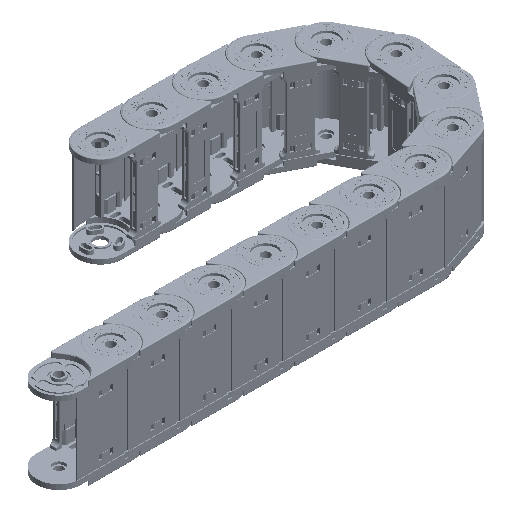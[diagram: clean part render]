
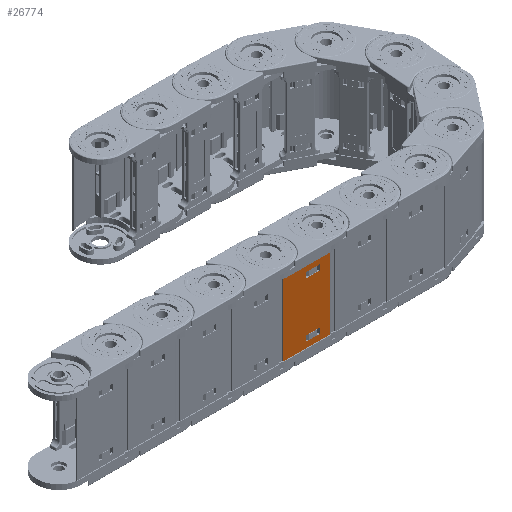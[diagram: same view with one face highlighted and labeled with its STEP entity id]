
A CAD part, isometric view. The second image highlights one B-rep face of the part: STEP entity #26774.
In plain terms, the highlighted planar face has unit normal (0, -1, 0).
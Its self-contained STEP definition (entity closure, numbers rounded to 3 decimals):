
#266 = VERTEX_POINT ( 'NONE', #9729 ) ;
#327 = VECTOR ( 'NONE', #18054, 1000. ) ;
#437 = ORIENTED_EDGE ( 'NONE', *, *, #6206, .F. ) ;
#996 = FACE_BOUND ( 'NONE', #25381, .T. ) ;
#1143 = VERTEX_POINT ( 'NONE', #16167 ) ;
#1273 = CARTESIAN_POINT ( 'NONE',  ( -81.753, -30., -178.5 ) ) ;
#1281 = ORIENTED_EDGE ( 'NONE', *, *, #15647, .F. ) ;
#1458 = ORIENTED_EDGE ( 'NONE', *, *, #2433, .F. ) ;
#1739 = VECTOR ( 'NONE', #6547, 1000. ) ;
#1931 = EDGE_CURVE ( 'NONE', #3672, #266, #22802, .T. ) ;
#2067 = LINE ( 'NONE', #6171, #24978 ) ;
#2433 = EDGE_CURVE ( 'NONE', #31779, #9891, #17961, .T. ) ;
#2535 = ORIENTED_EDGE ( 'NONE', *, *, #32243, .T. ) ;
#2628 = VECTOR ( 'NONE', #10361, 1000. ) ;
#3276 = ORIENTED_EDGE ( 'NONE', *, *, #1931, .T. ) ;
#3663 = ORIENTED_EDGE ( 'NONE', *, *, #11912, .T. ) ;
#3672 = VERTEX_POINT ( 'NONE', #10841 ) ;
#3973 = CARTESIAN_POINT ( 'NONE',  ( -113.253, -30., -94. ) ) ;
#4872 = DIRECTION ( 'NONE',  ( 0., 1., 0. ) ) ;
#5307 = CARTESIAN_POINT ( 'NONE',  ( -81.753, -30., -154.25 ) ) ;
#5480 = CARTESIAN_POINT ( 'NONE',  ( -57.253, -30., -109.5 ) ) ;
#5526 = CARTESIAN_POINT ( 'NONE',  ( -57.253, -30., -194. ) ) ;
#6171 = CARTESIAN_POINT ( 'NONE',  ( -72.253, -30., -94. ) ) ;
#6206 = EDGE_CURVE ( 'NONE', #13172, #28067, #23317, .T. ) ;
#6547 = DIRECTION ( 'NONE',  ( 1., 0., 0. ) ) ;
#7100 = VERTEX_POINT ( 'NONE', #26947 ) ;
#7620 = EDGE_LOOP ( 'NONE', ( #20732, #2535, #30270, #3276 ) ) ;
#7709 = EDGE_CURVE ( 'NONE', #32741, #7100, #23715, .T. ) ;
#7990 = CARTESIAN_POINT ( 'NONE',  ( -62.753, -30., -178.5 ) ) ;
#8097 = DIRECTION ( 'NONE',  ( -1., 0., 0. ) ) ;
#9326 = DIRECTION ( 'NONE',  ( 0., 0., -1. ) ) ;
#9454 = LINE ( 'NONE', #32734, #2628 ) ;
#9702 = CARTESIAN_POINT ( 'NONE',  ( -113.253, -30., -194. ) ) ;
#9729 = CARTESIAN_POINT ( 'NONE',  ( -62.753, -30., -102. ) ) ;
#9891 = VERTEX_POINT ( 'NONE', #30852 ) ;
#10361 = DIRECTION ( 'NONE',  ( 0., 0., -1. ) ) ;
#10386 = LINE ( 'NONE', #5526, #12401 ) ;
#10548 = LINE ( 'NONE', #21994, #1739 ) ;
#10841 = CARTESIAN_POINT ( 'NONE',  ( -81.753, -30., -102. ) ) ;
#11460 = VECTOR ( 'NONE', #9326, 1000. ) ;
#11912 = EDGE_CURVE ( 'NONE', #7100, #28067, #2067, .T. ) ;
#12177 = CARTESIAN_POINT ( 'NONE',  ( -57.253, -30., -154.25 ) ) ;
#12401 = VECTOR ( 'NONE', #8097, 1000. ) ;
#12520 = AXIS2_PLACEMENT_3D ( 'NONE', #12177, #4872, #17831 ) ;
#12811 = CARTESIAN_POINT ( 'NONE',  ( -81.753, -30., -178.5 ) ) ;
#12854 = VECTOR ( 'NONE', #14705, 1000. ) ;
#13172 = VERTEX_POINT ( 'NONE', #9702 ) ;
#13382 = CARTESIAN_POINT ( 'NONE',  ( -62.753, -30., -178.5 ) ) ;
#13486 = ORIENTED_EDGE ( 'NONE', *, *, #29144, .F. ) ;
#14109 = LINE ( 'NONE', #25901, #17758 ) ;
#14270 = ORIENTED_EDGE ( 'NONE', *, *, #7709, .T. ) ;
#14635 = EDGE_CURVE ( 'NONE', #9891, #30944, #10548, .T. ) ;
#14705 = DIRECTION ( 'NONE',  ( 0., 0., 1. ) ) ;
#14866 = EDGE_CURVE ( 'NONE', #30944, #18237, #19012, .T. ) ;
#15347 = DIRECTION ( 'NONE',  ( -1., 0., 0. ) ) ;
#15376 = VECTOR ( 'NONE', #18702, 1000. ) ;
#15647 = EDGE_CURVE ( 'NONE', #18237, #31779, #14109, .T. ) ;
#16167 = CARTESIAN_POINT ( 'NONE',  ( -62.753, -30., -109.5 ) ) ;
#16899 = VECTOR ( 'NONE', #26681, 1000. ) ;
#17017 = VERTEX_POINT ( 'NONE', #30264 ) ;
#17069 = CARTESIAN_POINT ( 'NONE',  ( -113.253, -30., -285.506 ) ) ;
#17758 = VECTOR ( 'NONE', #15347, 1000. ) ;
#17831 = DIRECTION ( 'NONE',  ( 0., 0., 1. ) ) ;
#17961 = LINE ( 'NONE', #1273, #11460 ) ;
#18054 = DIRECTION ( 'NONE',  ( 0., 0., 1. ) ) ;
#18237 = VERTEX_POINT ( 'NONE', #7990 ) ;
#18406 = ORIENTED_EDGE ( 'NONE', *, *, #14635, .F. ) ;
#18702 = DIRECTION ( 'NONE',  ( 0., 0., 1. ) ) ;
#19012 = LINE ( 'NONE', #13382, #15376 ) ;
#19114 = VECTOR ( 'NONE', #25732, 1000. ) ;
#20732 = ORIENTED_EDGE ( 'NONE', *, *, #24864, .T. ) ;
#21108 = LINE ( 'NONE', #5480, #19114 ) ;
#21300 = EDGE_LOOP ( 'NONE', ( #437, #13486, #14270, #3663 ) ) ;
#21991 = DIRECTION ( 'NONE',  ( 1., 0., 0. ) ) ;
#21994 = CARTESIAN_POINT ( 'NONE',  ( -57.253, -30., -186. ) ) ;
#22327 = FACE_BOUND ( 'NONE', #7620, .T. ) ;
#22802 = LINE ( 'NONE', #31828, #32001 ) ;
#23317 = LINE ( 'NONE', #17069, #12854 ) ;
#23656 = LINE ( 'NONE', #5307, #327 ) ;
#23715 = LINE ( 'NONE', #26570, #16899 ) ;
#24864 = EDGE_CURVE ( 'NONE', #266, #1143, #9454, .T. ) ;
#24978 = VECTOR ( 'NONE', #31691, 1000. ) ;
#25381 = EDGE_LOOP ( 'NONE', ( #27026, #18406, #1458, #1281 ) ) ;
#25732 = DIRECTION ( 'NONE',  ( -1., 0., 0. ) ) ;
#25901 = CARTESIAN_POINT ( 'NONE',  ( -57.253, -30., -178.5 ) ) ;
#26570 = CARTESIAN_POINT ( 'NONE',  ( -48.044, -30., -285.506 ) ) ;
#26681 = DIRECTION ( 'NONE',  ( 0., 0., 1. ) ) ;
#26774 = ADVANCED_FACE ( 'NONE', ( #32152, #22327, #996 ), #33162, .F. ) ;
#26947 = CARTESIAN_POINT ( 'NONE',  ( -48.044, -30., -94. ) ) ;
#27026 = ORIENTED_EDGE ( 'NONE', *, *, #14866, .F. ) ;
#28067 = VERTEX_POINT ( 'NONE', #3973 ) ;
#28783 = CARTESIAN_POINT ( 'NONE',  ( -48.044, -30., -194. ) ) ;
#28986 = EDGE_CURVE ( 'NONE', #17017, #3672, #23656, .T. ) ;
#29144 = EDGE_CURVE ( 'NONE', #32741, #13172, #10386, .T. ) ;
#30264 = CARTESIAN_POINT ( 'NONE',  ( -81.753, -30., -109.5 ) ) ;
#30270 = ORIENTED_EDGE ( 'NONE', *, *, #28986, .T. ) ;
#30852 = CARTESIAN_POINT ( 'NONE',  ( -81.753, -30., -186. ) ) ;
#30944 = VERTEX_POINT ( 'NONE', #33036 ) ;
#31691 = DIRECTION ( 'NONE',  ( -1., 0., 0. ) ) ;
#31779 = VERTEX_POINT ( 'NONE', #12811 ) ;
#31828 = CARTESIAN_POINT ( 'NONE',  ( -57.253, -30., -102. ) ) ;
#32001 = VECTOR ( 'NONE', #21991, 1000. ) ;
#32152 = FACE_OUTER_BOUND ( 'NONE', #21300, .T. ) ;
#32243 = EDGE_CURVE ( 'NONE', #1143, #17017, #21108, .T. ) ;
#32734 = CARTESIAN_POINT ( 'NONE',  ( -62.753, -30., -154.25 ) ) ;
#32741 = VERTEX_POINT ( 'NONE', #28783 ) ;
#33036 = CARTESIAN_POINT ( 'NONE',  ( -62.753, -30., -186. ) ) ;
#33162 = PLANE ( 'NONE',  #12520 ) ;
